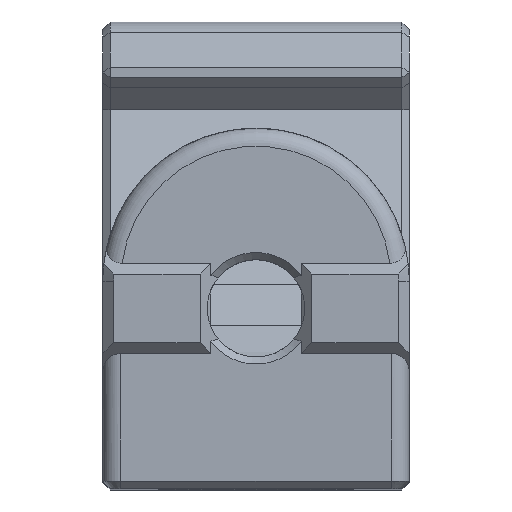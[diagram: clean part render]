
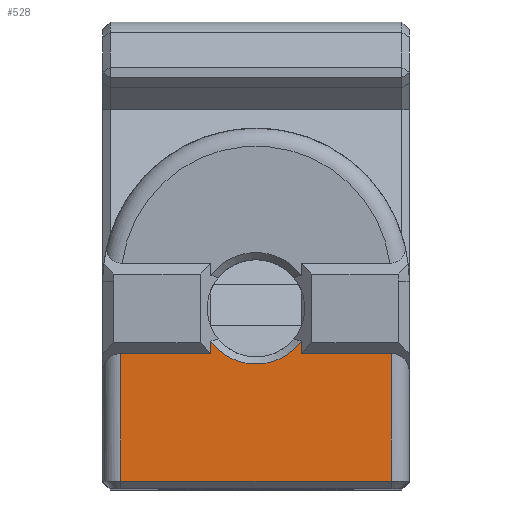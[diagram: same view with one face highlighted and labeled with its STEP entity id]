
A CAD part, top view. The second image highlights one B-rep face of the part: STEP entity #528.
In plain terms, the highlighted planar face has unit normal (0, 0, 1).
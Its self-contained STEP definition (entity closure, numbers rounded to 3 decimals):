
#24 = ORIENTED_EDGE ( 'NONE', *, *, #3798, .T. ) ;
#154 = DIRECTION ( 'NONE',  ( 0., 1., 0. ) ) ;
#179 = AXIS2_PLACEMENT_3D ( 'NONE', #2090, #3710, #1696 ) ;
#205 = CARTESIAN_POINT ( 'NONE',  ( -2.5, 12.5, 35. ) ) ;
#227 = DIRECTION ( 'NONE',  ( 1., 0., 0. ) ) ;
#238 = AXIS2_PLACEMENT_3D ( 'NONE', #3871, #5080, #3816 ) ;
#277 = VERTEX_POINT ( 'NONE', #4659 ) ;
#287 = EDGE_CURVE ( 'NONE', #277, #4099, #1842, .T. ) ;
#461 = ORIENTED_EDGE ( 'NONE', *, *, #4887, .T. ) ;
#528 = ADVANCED_FACE ( 'NONE', ( #2254 ), #2999, .F. ) ;
#554 = EDGE_CURVE ( 'NONE', #3195, #2055, #4598, .T. ) ;
#570 = DIRECTION ( 'NONE',  ( 0., -1., 0. ) ) ;
#590 = CARTESIAN_POINT ( 'NONE',  ( 2.5, 12.5, 35. ) ) ;
#687 = ORIENTED_EDGE ( 'NONE', *, *, #4471, .T. ) ;
#690 = CARTESIAN_POINT ( 'NONE',  ( -7.5, 7.5, 35. ) ) ;
#950 = EDGE_LOOP ( 'NONE', ( #461, #24, #4540, #3986, #3623, #4849, #687, #1022 ) ) ;
#961 = DIRECTION ( 'NONE',  ( 0., -1., 0. ) ) ;
#1012 = DIRECTION ( 'NONE',  ( -1., 0., 0. ) ) ;
#1022 = ORIENTED_EDGE ( 'NONE', *, *, #554, .T. ) ;
#1066 = LINE ( 'NONE', #1463, #1278 ) ;
#1141 = CARTESIAN_POINT ( 'NONE',  ( -7.5, 0.4, 35. ) ) ;
#1249 = VERTEX_POINT ( 'NONE', #3628 ) ;
#1278 = VECTOR ( 'NONE', #227, 1000. ) ;
#1300 = EDGE_CURVE ( 'NONE', #2539, #277, #3570, .T. ) ;
#1302 = CARTESIAN_POINT ( 'NONE',  ( -7.5, 20., 35. ) ) ;
#1422 = VECTOR ( 'NONE', #4709, 1000. ) ;
#1463 = CARTESIAN_POINT ( 'NONE',  ( 7.5, 0.4, 35. ) ) ;
#1489 = EDGE_CURVE ( 'NONE', #4099, #1542, #5064, .T. ) ;
#1542 = VERTEX_POINT ( 'NONE', #3889 ) ;
#1696 = DIRECTION ( 'NONE',  ( -1., 0., 0. ) ) ;
#1734 = VECTOR ( 'NONE', #3600, 1000. ) ;
#1842 = LINE ( 'NONE', #590, #1422 ) ;
#2055 = VERTEX_POINT ( 'NONE', #690 ) ;
#2090 = CARTESIAN_POINT ( 'NONE',  ( 0., 10., 35. ) ) ;
#2254 = FACE_OUTER_BOUND ( 'NONE', #950, .T. ) ;
#2539 = VERTEX_POINT ( 'NONE', #3409 ) ;
#2575 = VECTOR ( 'NONE', #961, 1000. ) ;
#2740 = VECTOR ( 'NONE', #570, 1000. ) ;
#2999 = PLANE ( 'NONE',  #238 ) ;
#3110 = CARTESIAN_POINT ( 'NONE',  ( -2.5, 7.5, 35. ) ) ;
#3195 = VERTEX_POINT ( 'NONE', #3744 ) ;
#3359 = CARTESIAN_POINT ( 'NONE',  ( 2.5, 8.167, 35. ) ) ;
#3409 = CARTESIAN_POINT ( 'NONE',  ( 7.5, 7.5, 35. ) ) ;
#3418 = LINE ( 'NONE', #1302, #2575 ) ;
#3439 = VERTEX_POINT ( 'NONE', #1141 ) ;
#3570 = LINE ( 'NONE', #4291, #1734 ) ;
#3592 = VECTOR ( 'NONE', #154, 1000. ) ;
#3600 = DIRECTION ( 'NONE',  ( -1., 0., 0. ) ) ;
#3623 = ORIENTED_EDGE ( 'NONE', *, *, #287, .T. ) ;
#3628 = CARTESIAN_POINT ( 'NONE',  ( 7.5, 0.4, 35. ) ) ;
#3710 = DIRECTION ( 'NONE',  ( 0., 0., -1. ) ) ;
#3744 = CARTESIAN_POINT ( 'NONE',  ( -2.5, 7.5, 35. ) ) ;
#3798 = EDGE_CURVE ( 'NONE', #3439, #1249, #1066, .T. ) ;
#3816 = DIRECTION ( 'NONE',  ( -1., 0., 0. ) ) ;
#3863 = VECTOR ( 'NONE', #1012, 1000. ) ;
#3871 = CARTESIAN_POINT ( 'NONE',  ( -8.5, 20., 35. ) ) ;
#3889 = CARTESIAN_POINT ( 'NONE',  ( -2.5, 8.167, 35. ) ) ;
#3986 = ORIENTED_EDGE ( 'NONE', *, *, #1300, .T. ) ;
#4099 = VERTEX_POINT ( 'NONE', #3359 ) ;
#4291 = CARTESIAN_POINT ( 'NONE',  ( 8.5, 7.5, 35. ) ) ;
#4471 = EDGE_CURVE ( 'NONE', #1542, #3195, #4579, .T. ) ;
#4530 = EDGE_CURVE ( 'NONE', #1249, #2539, #4953, .T. ) ;
#4540 = ORIENTED_EDGE ( 'NONE', *, *, #4530, .T. ) ;
#4579 = LINE ( 'NONE', #205, #2740 ) ;
#4598 = LINE ( 'NONE', #3110, #3863 ) ;
#4659 = CARTESIAN_POINT ( 'NONE',  ( 2.5, 7.5, 35. ) ) ;
#4709 = DIRECTION ( 'NONE',  ( 0., 1., 0. ) ) ;
#4849 = ORIENTED_EDGE ( 'NONE', *, *, #1489, .T. ) ;
#4887 = EDGE_CURVE ( 'NONE', #2055, #3439, #3418, .T. ) ;
#4953 = LINE ( 'NONE', #4999, #3592 ) ;
#4999 = CARTESIAN_POINT ( 'NONE',  ( 7.5, 20., 35. ) ) ;
#5064 = CIRCLE ( 'NONE', #179, 3.1 ) ;
#5080 = DIRECTION ( 'NONE',  ( 0., 0., -1. ) ) ;
